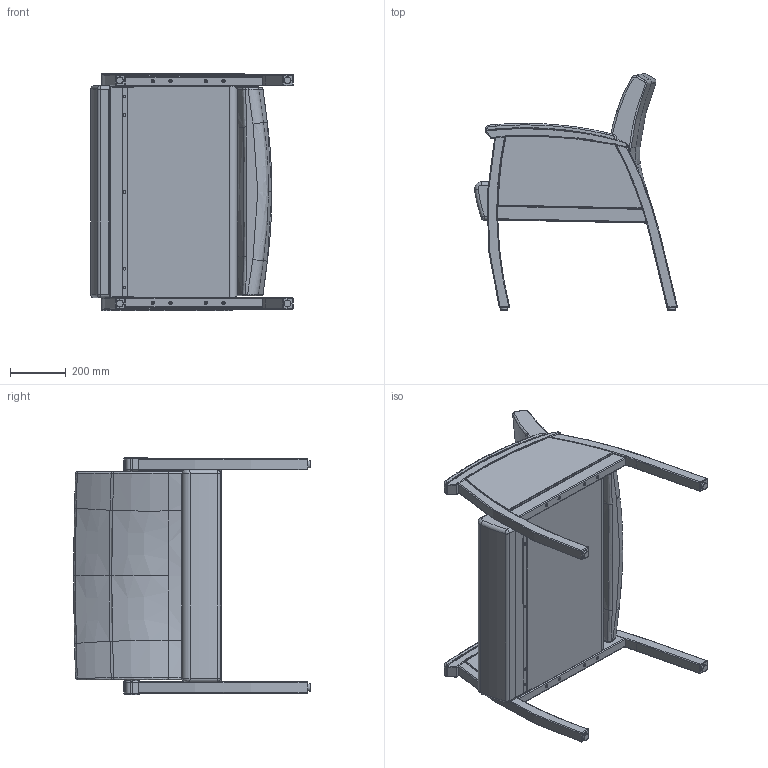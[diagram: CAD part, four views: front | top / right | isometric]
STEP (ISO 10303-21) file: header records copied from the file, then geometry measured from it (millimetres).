
FILE_DESCRIPTION(/* description */ (''),/* implementation_level */ '2;1');
FILE_NAME(/* name */ 'KOW10BPU.stp',/* time_stamp */ '2016-12-29T14:48:34-05:00',/* author */ ('emerkel'),/* organization */ (''),/* preprocessor_version */ 'ST-DEVELOPER v16.5',/* originating_system */ 'Autodesk Inventor 2017',/* authorisation */ '');
FILE_SCHEMA (('AUTOMOTIVE_DESIGN { 1 0 10303 214 3 1 1 }'));
Products named in the file (17): KOW10BPU; KOW10-1 ARML; KOW10-1 ARMR; KOW10 ARM TOP; KOW10 ARMR CENTER RAIL RIGHT; KOW10-1 ARMR FRONT RAIL; KOW10-1 ARMR BACK RAIL; SK142020HD INSERT NUT; KOT10B UBACK; KOT10B-1 USEAT; STUBE KOW10B; STUBE KOW10B_1; STUBE KOW10B_2; STUBE PLATE KOW10; CM10B-1 MAC BLK (ADJUSTED TO KOW10); UPANEL KOT10; GLD WHT 5-16
Assembly tree (35 placements, depth 3):
  KOW10BPU
    KOW10-1 ARML
    KOW10-1 ARMR
      KOW10 ARM TOP
      KOW10 ARMR CENTER RAIL RIGHT
      KOW10-1 ARMR FRONT RAIL
      KOW10-1 ARMR BACK RAIL
      SK142020HD INSERT NUT  x14
    KOT10B UBACK
    KOT10B-1 USEAT
    STUBE KOW10B
      STUBE KOW10B_1
      STUBE KOW10B_2
      STUBE PLATE KOW10  x2
    CM10B-1 MAC BLK (ADJUSTED TO KOW10)  x2
    UPANEL KOT10  x2
    GLD WHT 5-16  x4
Bounding box: 729.55 x 850.86 x 853.2 mm (x, y, z)
Volume: 91499797.2 mm3; surface area: 3745331.1 mm2
Topology: 53 solids, 53 shells, 1552 faces, 3670 edges, 2284 vertices
Faces by surface type: plane 650, cylinder 563, bspline 197, torus 122, sphere 16, cone 4
Full cylindrical faces by diameter (mm): 6.35 x28, 7.144 x4, 7.938 x22, 8.733 x16, 9.5 x224, 9.525 x10, 9.922 x8, 11.906 x4, 12.7 x6, 14.287 x4, 25.4 x4
Entity records: 54706 total; most frequent: CARTESIAN_POINT 32455, DIRECTION 4558, ORIENTED_EDGE 4130, EDGE_CURVE 2065, AXIS2_PLACEMENT_3D 1849, VERTEX_POINT 1314, EDGE_LOOP 1217, FACE_OUTER_BOUND 982
